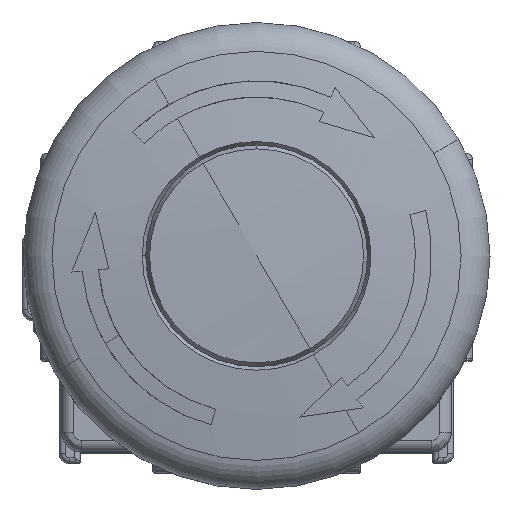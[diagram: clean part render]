
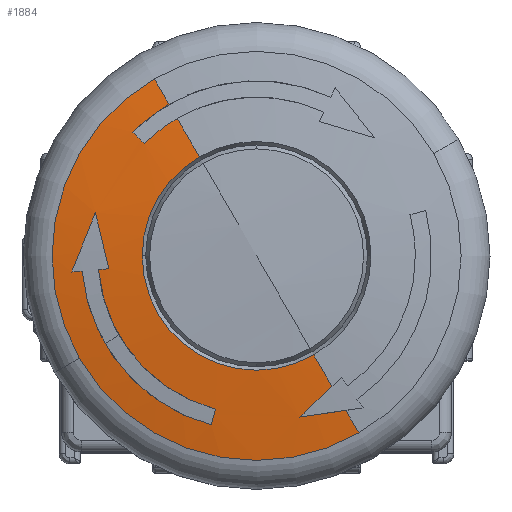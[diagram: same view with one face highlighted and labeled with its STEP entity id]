
A CAD part, top view. The second image highlights one B-rep face of the part: STEP entity #1884.
In plain terms, the highlighted spherical face has radius 100 mm.
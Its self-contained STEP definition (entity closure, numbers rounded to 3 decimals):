
#591=CARTESIAN_POINT('',(8.656,-9.098,-100.));
#592=DIRECTION('',(0.689,-0.724,0.));
#593=DIRECTION('',(-0.022,-0.021,1.));
#594=AXIS2_PLACEMENT_3D('',#591,#592,#593);
#599=CARTESIAN_POINT('',(2.044,-14.054,-100.));
#600=DIRECTION('',(-0.144,0.99,0.));
#601=DIRECTION('',(0.017,0.002,1.));
#602=AXIS2_PLACEMENT_3D('',#599,#600,#601);
#607=CARTESIAN_POINT('',(-13.193,5.256,-100.));
#608=DIRECTION('',(0.929,-0.37,0.));
#609=DIRECTION('',(-0.006,-0.016,1.));
#610=AXIS2_PLACEMENT_3D('',#607,#608,#609);
#615=CARTESIAN_POINT('',(0.,0.,
-1.131));
#616=DIRECTION('',(0.,0.,-1.));
#617=DIRECTION('',(-0.259,-0.966,0.));
#618=AXIS2_PLACEMENT_3D('',#615,#616,#617);
#623=CARTESIAN_POINT('',(0.,0.,
-0.929));
#624=DIRECTION('',(0.,0.,1.));
#625=DIRECTION('',(-0.996,-0.087,0.));
#626=AXIS2_PLACEMENT_3D('',#623,#624,#625);
#631=CARTESIAN_POINT('',(-12.207,-2.948,
-100.));
#632=DIRECTION('',(-0.972,-0.235,0.));
#633=DIRECTION('',(-0.004,0.019,1.));
#634=AXIS2_PLACEMENT_3D('',#631,#632,#633);
#639=CARTESIAN_POINT('',(0.,0.,
-1.548));
#640=DIRECTION('',(0.,0.,-1.));
#641=DIRECTION('',(-0.866,-0.5,0.));
#642=AXIS2_PLACEMENT_3D('',#639,#640,#641);
#703=CARTESIAN_POINT('',(0.,0.,
-1.548));
#704=DIRECTION('',(0.,0.,-1.));
#705=DIRECTION('',(0.5,-0.866,0.));
#706=AXIS2_PLACEMENT_3D('',#703,#704,#705);
#991=CARTESIAN_POINT('',(0.,0.,
-100.));
#992=DIRECTION('',(0.866,0.5,0.));
#993=DIRECTION('',(0.049,-0.085,0.995));
#994=AXIS2_PLACEMENT_3D('',#991,#992,#993);
#1015=CARTESIAN_POINT('',(0.,0.,
-100.));
#1016=DIRECTION('',(0.866,0.5,0.));
#1017=DIRECTION('',(-0.068,0.118,0.991));
#1018=AXIS2_PLACEMENT_3D('',#1015,#1016,#1017);
#1039=CARTESIAN_POINT('',(0.,0.,
-100.));
#1040=DIRECTION('',(0.866,0.5,0.));
#1041=DIRECTION('',(-0.088,0.152,0.985));
#1042=AXIS2_PLACEMENT_3D('',#1039,#1040,#1041);
#1047=CARTESIAN_POINT('',(0.,0.,
-100.));
#1048=DIRECTION('',(0.866,0.5,0.));
#1049=DIRECTION('',(0.076,-0.132,0.988));
#1050=AXIS2_PLACEMENT_3D('',#1047,#1048,#1049);
#1215=CARTESIAN_POINT('',(0.,0.,-0.481));
#1216=DIRECTION('',(0.,0.,-1.));
#1217=DIRECTION('',(0.5,-0.866,0.));
#1218=AXIS2_PLACEMENT_3D('',#1215,#1216,#1217);
#1277=CARTESIAN_POINT('',(0.,0.,-0.481));
#1278=DIRECTION('',(0.,0.,-1.));
#1279=DIRECTION('',(-1.,0.,0.));
#1280=AXIS2_PLACEMENT_3D('',#1277,#1278,#1279);
#1346=CARTESIAN_POINT('',(0.,0.,-0.929));
#1347=DIRECTION('',(0.,0.,-1.));
#1348=DIRECTION('',(-0.707,0.707,0.));
#1349=AXIS2_PLACEMENT_3D('',#1346,#1347,#1348);
#1401=CARTESIAN_POINT('',(0.,0.,
-100.));
#1402=DIRECTION('',(0.707,0.707,0.));
#1403=DIRECTION('',(-0.106,0.106,0.989));
#1404=AXIS2_PLACEMENT_3D('',#1401,#1402,#1403);
#1416=CARTESIAN_POINT('',(0.,0.,-1.131));
#1417=DIRECTION('',(0.,0.,-1.));
#1418=DIRECTION('',(-0.707,0.707,0.));
#1419=AXIS2_PLACEMENT_3D('',#1416,#1417,#1418);
#1529=CARTESIAN_POINT('',(0.,0.,
-100.));
#1530=DIRECTION('',(-0.087,0.996,0.));
#1531=DIRECTION('',(-0.135,-0.012,0.991));
#1532=AXIS2_PLACEMENT_3D('',#1529,#1530,#1531);
#1583=CARTESIAN_POINT('',(0.,0.,
-100.));
#1584=DIRECTION('',(-0.966,0.259,0.));
#1585=DIRECTION('',(-0.039,-0.145,0.989));
#1586=AXIS2_PLACEMENT_3D('',#1583,#1584,#1585);
#1645=CARTESIAN_POINT('',(0.,0.,
-100.));
#1646=DIRECTION('',(-0.087,0.996,0.));
#1647=DIRECTION('',(-0.158,-0.014,0.987));
#1648=AXIS2_PLACEMENT_3D('',#1645,#1646,#1647);
#1653=CARTESIAN_POINT('',(-15.178,-8.763,
-1.548));
#1654=CARTESIAN_POINT('',(-8.763,15.178,
-1.548));
#1655=VERTEX_POINT('',#1653);
#1656=VERTEX_POINT('',#1654);
#1657=CARTESIAN_POINT('',(8.763,-15.178,
-1.548));
#1658=VERTEX_POINT('',#1657);
#1659=CARTESIAN_POINT('',(7.644,-13.239,
-1.175));
#1660=VERTEX_POINT('',#1659);
#1661=CARTESIAN_POINT('',(3.701,-13.813,
-1.028));
#1662=VERTEX_POINT('',#1661);
#1663=CARTESIAN_POINT('',(6.459,-11.188,
-0.838));
#1664=VERTEX_POINT('',#1663);
#1665=CARTESIAN_POINT('',(4.9,-8.487,
-0.481));
#1666=VERTEX_POINT('',#1665);
#1667=CARTESIAN_POINT('',(-9.799,0.,-0.481));
#1668=VERTEX_POINT('',#1667);
#1669=CARTESIAN_POINT('',(-4.9,8.487,-0.481));
#1670=VERTEX_POINT('',#1669);
#1671=CARTESIAN_POINT('',(-6.8,11.778,
-0.929));
#1672=VERTEX_POINT('',#1671);
#1673=CARTESIAN_POINT('',(-9.617,9.617,
-0.929));
#1674=VERTEX_POINT('',#1673);
#1675=CARTESIAN_POINT('',(-10.607,10.607,
-1.131));
#1676=VERTEX_POINT('',#1675);
#1677=CARTESIAN_POINT('',(-7.5,12.99,
-1.131));
#1678=VERTEX_POINT('',#1677);
#1679=CARTESIAN_POINT('',(-13.813,3.701,
-1.028));
#1680=CARTESIAN_POINT('',(-15.839,-1.386,
-1.272));
#1681=VERTEX_POINT('',#1679);
#1682=VERTEX_POINT('',#1680);
#1683=CARTESIAN_POINT('',(-12.652,-1.107,
-0.81));
#1684=VERTEX_POINT('',#1683);
#1685=CARTESIAN_POINT('',(-13.548,-1.185,
-0.929));
#1686=VERTEX_POINT('',#1685);
#1687=CARTESIAN_POINT('',(-3.52,-13.137,
-0.929));
#1688=VERTEX_POINT('',#1687);
#1689=CARTESIAN_POINT('',(-3.882,-14.489,
-1.131));
#1690=VERTEX_POINT('',#1689);
#1691=CARTESIAN_POINT('',(-14.943,-1.307,
-1.131));
#1692=VERTEX_POINT('',#1691);
#1835=CARTESIAN_POINT('',(0.,0.,
-100.));
#1836=DIRECTION('',(0.,0.,1.));
#1837=DIRECTION('',(-0.5,0.866,0.));
#1838=AXIS2_PLACEMENT_3D('',#1835,#1836,#1837);
#1839=SPHERICAL_SURFACE('',#1838,100.);
#1841=ORIENTED_EDGE('',*,*,#1840,.T.);
#1843=ORIENTED_EDGE('',*,*,#1842,.T.);
#1845=ORIENTED_EDGE('',*,*,#1844,.F.);
#1847=ORIENTED_EDGE('',*,*,#1846,.T.);
#1849=ORIENTED_EDGE('',*,*,#1848,.T.);
#1851=ORIENTED_EDGE('',*,*,#1850,.T.);
#1853=ORIENTED_EDGE('',*,*,#1852,.F.);
#1855=ORIENTED_EDGE('',*,*,#1854,.F.);
#1857=ORIENTED_EDGE('',*,*,#1856,.T.);
#1859=ORIENTED_EDGE('',*,*,#1858,.T.);
#1861=ORIENTED_EDGE('',*,*,#1860,.T.);
#1863=ORIENTED_EDGE('',*,*,#1862,.T.);
#1865=ORIENTED_EDGE('',*,*,#1864,.T.);
#1866=EDGE_LOOP('',(#1841,#1843,#1845,#1847,#1849,#1851,#1853,#1855,#1857,#1859,
#1861,#1863,#1865));
#1867=FACE_OUTER_BOUND('',#1866,.F.);
#1869=ORIENTED_EDGE('',*,*,#1868,.T.);
#1871=ORIENTED_EDGE('',*,*,#1870,.T.);
#1873=ORIENTED_EDGE('',*,*,#1872,.F.);
#1875=ORIENTED_EDGE('',*,*,#1874,.T.);
#1877=ORIENTED_EDGE('',*,*,#1876,.F.);
#1879=ORIENTED_EDGE('',*,*,#1878,.T.);
#1881=ORIENTED_EDGE('',*,*,#1880,.T.);
#1882=EDGE_LOOP('',(#1869,#1871,#1873,#1875,#1877,#1879,#1881));
#1883=FACE_BOUND('',#1882,.F.);
#1884=ADVANCED_FACE('',(#1867,#1883),#1839,.T.);
#595=CIRCLE('',#594,99.208);
#603=CIRCLE('',#602,98.986);
#611=CIRCLE('',#610,98.986);
#619=CIRCLE('',#618,15.);
#627=CIRCLE('',#626,13.6);
#635=CIRCLE('',#634,99.208);
#643=CIRCLE('',#642,17.526);
#707=CIRCLE('',#706,17.526);
#995=CIRCLE('',#994,100.);
#1019=CIRCLE('',#1018,100.);
#1043=CIRCLE('',#1042,100.);
#1051=CIRCLE('',#1050,100.);
#1219=CIRCLE('',#1218,9.799);
#1281=CIRCLE('',#1280,9.799);
#1350=CIRCLE('',#1349,13.6);
#1405=CIRCLE('',#1404,100.);
#1420=CIRCLE('',#1419,15.);
#1533=CIRCLE('',#1532,100.);
#1587=CIRCLE('',#1586,100.);
#1649=CIRCLE('',#1648,100.);
#1840=EDGE_CURVE('',#1655,#1656,#643,.T.);
#1842=EDGE_CURVE('',#1656,#1678,#1043,.T.);
#1844=EDGE_CURVE('',#1676,#1678,#1420,.T.);
#1846=EDGE_CURVE('',#1676,#1674,#1405,.T.);
#1848=EDGE_CURVE('',#1674,#1672,#1350,.T.);
#1850=EDGE_CURVE('',#1672,#1670,#1019,.T.);
#1852=EDGE_CURVE('',#1668,#1670,#1281,.T.);
#1854=EDGE_CURVE('',#1666,#1668,#1219,.T.);
#1856=EDGE_CURVE('',#1666,#1664,#995,.T.);
#1858=EDGE_CURVE('',#1664,#1662,#595,.T.);
#1860=EDGE_CURVE('',#1662,#1660,#603,.T.);
#1862=EDGE_CURVE('',#1660,#1658,#1051,.T.);
#1864=EDGE_CURVE('',#1658,#1655,#707,.T.);
#1868=EDGE_CURVE('',#1681,#1682,#611,.T.);
#1870=EDGE_CURVE('',#1682,#1692,#1649,.T.);
#1872=EDGE_CURVE('',#1690,#1692,#619,.T.);
#1874=EDGE_CURVE('',#1690,#1688,#1587,.T.);
#1876=EDGE_CURVE('',#1686,#1688,#627,.T.);
#1878=EDGE_CURVE('',#1686,#1684,#1533,.T.);
#1880=EDGE_CURVE('',#1684,#1681,#635,.T.);
